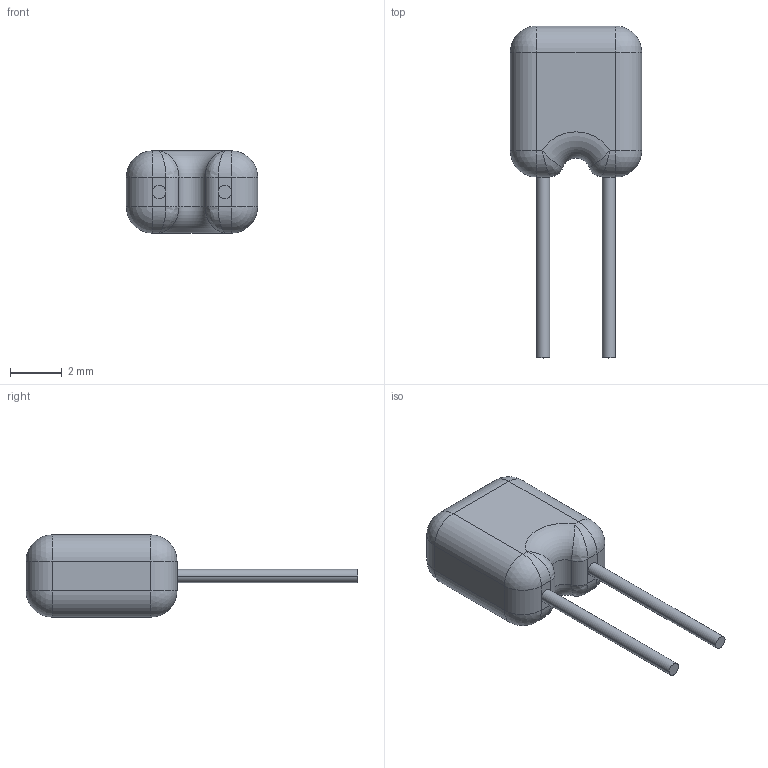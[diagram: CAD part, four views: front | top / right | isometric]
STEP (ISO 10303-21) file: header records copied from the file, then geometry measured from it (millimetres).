
FILE_DESCRIPTION (( 'STEP AP214' ), '1' );
FILE_NAME ('C3202.545.085.843.180.517.STEP', '2024-08-04T02:16:31', ( 'LENOVO' ), ( '' ), 'SwSTEP 2.0', 'SolidWorks 2021', '' );
FILE_SCHEMA (( 'AUTOMOTIVE_DESIGN' ));
Length unit declared in the file: millimetre
Products named in the file (1): C3202.545.085.843.180.517
Bounding box: 5.08 x 12.84 x 3.18 mm (x, y, z)
Volume: 83.5 mm3; surface area: 126.2 mm2
Topology: 3 solids, 3 shells, 46 faces, 96 edges, 44 vertices
Faces by surface type: cylinder 21, plane 11, sphere 8, bspline 4, torus 2
Entity records: 1324 total; most frequent: CARTESIAN_POINT 379, DIRECTION 202, ORIENTED_EDGE 168, EDGE_CURVE 84, AXIS2_PLACEMENT_3D 83, EDGE_LOOP 46, ADVANCED_FACE 46, FACE_OUTER_BOUND 46
